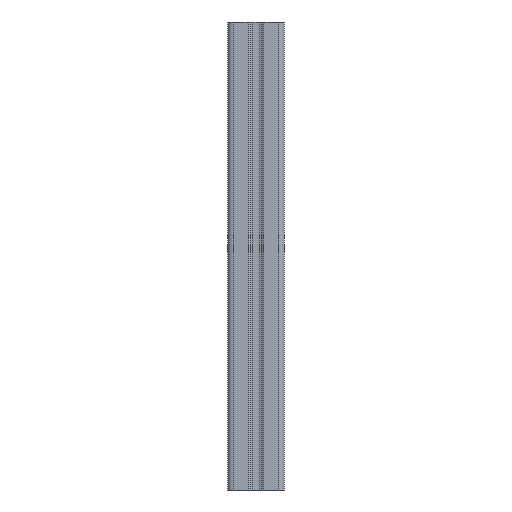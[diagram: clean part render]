
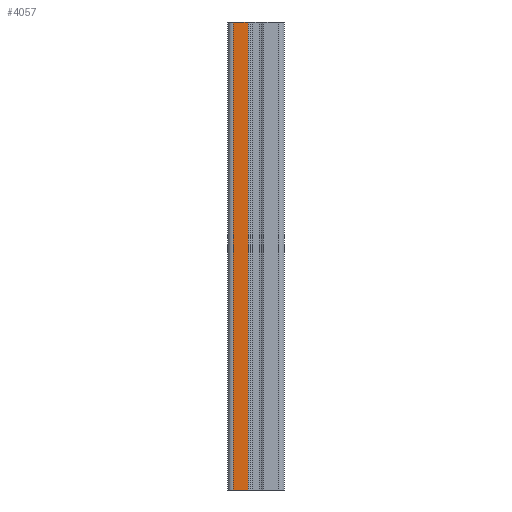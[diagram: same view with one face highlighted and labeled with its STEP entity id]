
A CAD part, front view. The second image highlights one B-rep face of the part: STEP entity #4057.
In plain terms, the highlighted planar face has unit normal (0, -1, 0).
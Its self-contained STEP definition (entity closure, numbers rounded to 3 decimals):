
#2077=EDGE_CURVE('',#3681,#2799,#4967,.T.);
#2357=EDGE_CURVE('',#3303,#2799,#5267,.T.);
#2389=EDGE_CURVE('',#3793,#3681,#5299,.T.);
#2799=VERTEX_POINT('',#5740);
#3303=VERTEX_POINT('',#6283);
#3681=VERTEX_POINT('',#6695);
#3793=VERTEX_POINT('',#6829);
#3979=EDGE_CURVE('',#3303,#3793,#7033,.T.);
#4057=ADVANCED_FACE('',(#7120),#7121,.T.);
#4967=LINE('',#8321,#8322);
#5267=LINE('',#8722,#8723);
#5299=LINE('',#8767,#8768);
#5740=CARTESIAN_POINT('',(4.0,0.0,330.0));
#6283=CARTESIAN_POINT('',(4.0,0.0,0.0));
#6695=CARTESIAN_POINT('',(14.5,0.0,330.0));
#6829=CARTESIAN_POINT('',(14.5,0.0,0.0));
#7033=LINE('',#11119,#11120);
#7120=FACE_OUTER_BOUND('',#11236,.T.);
#7121=PLANE('',#11237);
#8321=CARTESIAN_POINT('',(4.0,0.0,330.0));
#8322=VECTOR('',#12452,1.0);
#8722=CARTESIAN_POINT('',(4.0,0.0,0.0));
#8723=VECTOR('',#12745,1.0);
#8767=CARTESIAN_POINT('',(14.5,0.0,0.0));
#8768=VECTOR('',#12759,1.0);
#11119=CARTESIAN_POINT('',(4.0,0.0,0.0));
#11120=VECTOR('',#14792,1.0);
#11236=EDGE_LOOP('',(#14903,#14904,#14905,#14906));
#11237=AXIS2_PLACEMENT_3D('',#14907,#14908,#14909);
#12452=DIRECTION('',(-1.0,-0.0,-0.0));
#12745=DIRECTION('',(0.0,0.0,1.0));
#12759=DIRECTION('',(0.0,0.0,1.0));
#14792=DIRECTION('',(1.0,0.0,0.0));
#14903=ORIENTED_EDGE('',*,*,#2389,.T.);
#14904=ORIENTED_EDGE('',*,*,#2077,.T.);
#14905=ORIENTED_EDGE('',*,*,#2357,.F.);
#14906=ORIENTED_EDGE('',*,*,#3979,.T.);
#14907=CARTESIAN_POINT('',(36.0,0.0,0.0));
#14908=DIRECTION('',(0.0,-1.0,0.0));
#14909=DIRECTION('',(1.0,0.0,0.0));
